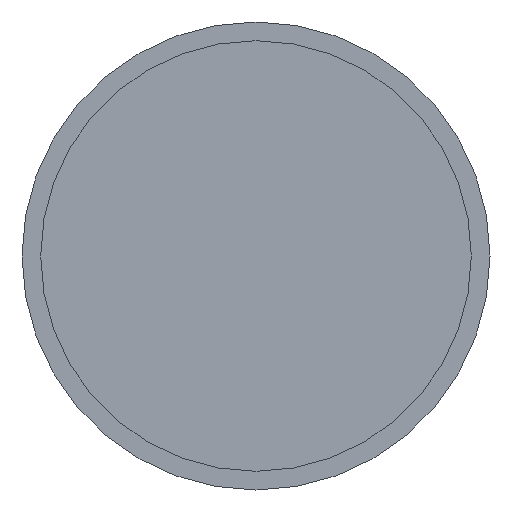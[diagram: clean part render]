
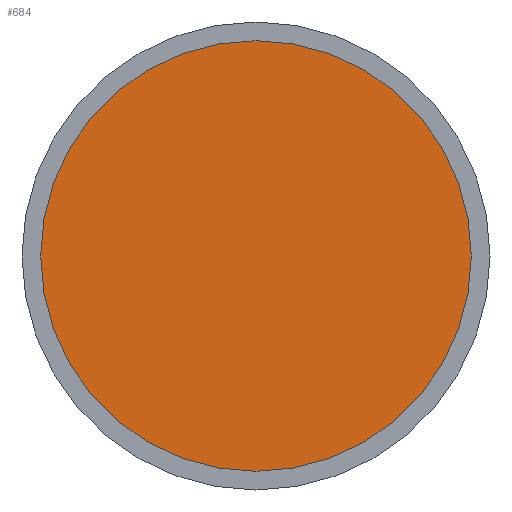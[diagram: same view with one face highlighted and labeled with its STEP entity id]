
A CAD part, front view. The second image highlights one B-rep face of the part: STEP entity #684.
In plain terms, the highlighted planar face has unit normal (0, -1, 0).
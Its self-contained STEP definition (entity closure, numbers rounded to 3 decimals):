
#5 = ORIENTED_EDGE ( 'NONE', *, *, #1507, .T. ) ;
#366 = CARTESIAN_POINT ( 'NONE',  ( 0., 0., 0. ) ) ;
#375 = AXIS2_PLACEMENT_3D ( 'NONE', #1124, #1627, #1226 ) ;
#427 = CIRCLE ( 'NONE', #897, 23. ) ;
#454 = CARTESIAN_POINT ( 'NONE',  ( 23., 0., 0. ) ) ;
#473 = FACE_OUTER_BOUND ( 'NONE', #707, .T. ) ;
#500 = DIRECTION ( 'NONE',  ( 0., -1., 0. ) ) ;
#569 = VERTEX_POINT ( 'NONE', #1450 ) ;
#665 = CIRCLE ( 'NONE', #1547, 23. ) ;
#684 = ADVANCED_FACE ( 'NONE', ( #473 ), #994, .F. ) ;
#692 = EDGE_CURVE ( 'NONE', #569, #1472, #427, .T. ) ;
#707 = EDGE_LOOP ( 'NONE', ( #5, #821 ) ) ;
#821 = ORIENTED_EDGE ( 'NONE', *, *, #692, .T. ) ;
#868 = CARTESIAN_POINT ( 'NONE',  ( 0., 0., 0. ) ) ;
#897 = AXIS2_PLACEMENT_3D ( 'NONE', #868, #1106, #1218 ) ;
#994 = PLANE ( 'NONE',  #375 ) ;
#1106 = DIRECTION ( 'NONE',  ( 0., -1., 0. ) ) ;
#1124 = CARTESIAN_POINT ( 'NONE',  ( 0., 0., 0. ) ) ;
#1218 = DIRECTION ( 'NONE',  ( 1., 0., 0. ) ) ;
#1226 = DIRECTION ( 'NONE',  ( -1., 0., 0. ) ) ;
#1408 = DIRECTION ( 'NONE',  ( 1., 0., 0. ) ) ;
#1450 = CARTESIAN_POINT ( 'NONE',  ( -23., 0., 0. ) ) ;
#1472 = VERTEX_POINT ( 'NONE', #454 ) ;
#1507 = EDGE_CURVE ( 'NONE', #1472, #569, #665, .T. ) ;
#1547 = AXIS2_PLACEMENT_3D ( 'NONE', #366, #500, #1408 ) ;
#1627 = DIRECTION ( 'NONE',  ( 0., 1., 0. ) ) ;
